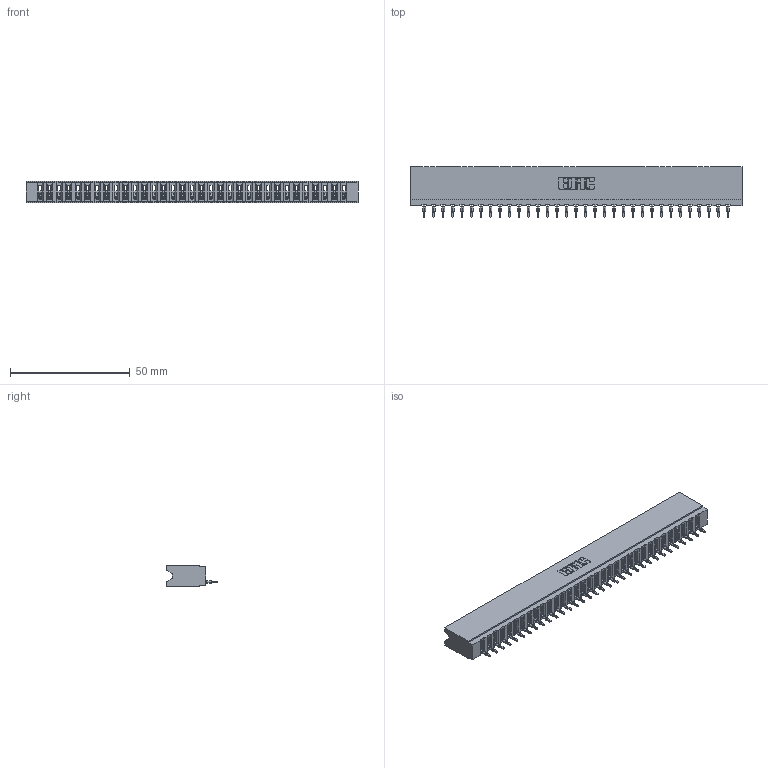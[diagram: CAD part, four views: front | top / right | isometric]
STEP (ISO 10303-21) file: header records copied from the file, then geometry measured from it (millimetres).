
FILE_DESCRIPTION (( 'STEP AP203' ), '1' );
FILE_NAME ('737-033-525-106.STEP', '2026-02-24T23:20:55', ( '' ), ( '' ), 'SwSTEP 2.0', 'SolidWorks 2023', '' );
FILE_SCHEMA (( 'CONFIG_CONTROL_DESIGN' ));
Length unit declared in the file: millimetre
Products named in the file (3): 737-033-525-106; 737 Part_Insulator Option - 06; 745-292-001_525
Assembly tree (34 placements, depth 2):
  737-033-525-106
    737 Part_Insulator Option - 06
    745-292-001_525  x33
Bounding box: 138.63 x 21.22 x 8.89 mm (x, y, z)
Volume: 13345.7 mm3; surface area: 17996.2 mm2
Topology: 34 solids, 34 shells, 3824 faces, 10520 edges, 6638 vertices
Faces by surface type: plane 2299, cylinder 667, bspline 660, torus 198
Entity records: 56805 total; most frequent: CARTESIAN_POINT 10517, ORIENTED_EDGE 9968, DIRECTION 8642, EDGE_CURVE 4984, VECTOR 4604, LINE 4604, VERTEX_POINT 3182, AXIS2_PLACEMENT_3D 2019
